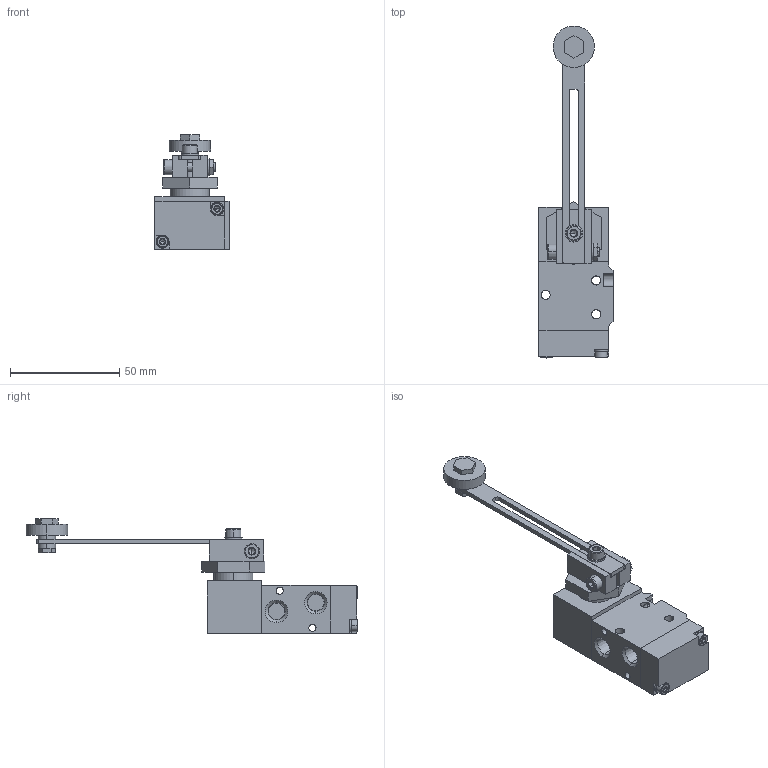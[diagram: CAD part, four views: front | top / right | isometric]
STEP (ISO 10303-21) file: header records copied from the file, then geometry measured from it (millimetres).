
FILE_DESCRIPTION (( 'STEP AP203' ), '1' );
FILE_NAME ('7001000900U.step', '2024-02-07T21:26:40', ( '' ), ( '' ), 'SwSTEP 2.0', 'SolidWorks 2023', '' );
FILE_SCHEMA (( 'CONFIG_CONTROL_DESIGN' ));
Length unit declared in the file: inch
Products named in the file (1): 7001000900U
Bounding box: 34 x 152.1 x 52.49 mm (x, y, z)
Volume: 58982.8 mm3; surface area: 22188.1 mm2
Topology: 14 solids, 14 shells, 326 faces, 773 edges, 478 vertices
Faces by surface type: plane 173, cylinder 77, cone 52, bspline 24
Entity records: 10186 total; most frequent: CARTESIAN_POINT 2624, DIRECTION 1563, ORIENTED_EDGE 1530, EDGE_CURVE 765, AXIS2_PLACEMENT_3D 569, VERTEX_POINT 478, LINE 425, VECTOR 425
